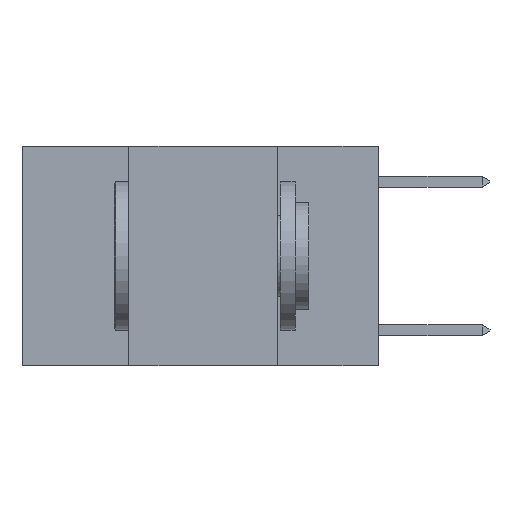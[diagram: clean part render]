
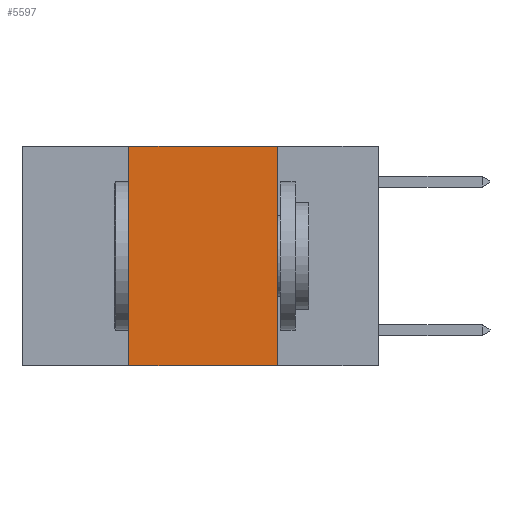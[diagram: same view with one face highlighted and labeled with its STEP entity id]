
A CAD part, left-side view. The second image highlights one B-rep face of the part: STEP entity #5597.
In plain terms, the highlighted planar face has unit normal (-1, 0, 0).
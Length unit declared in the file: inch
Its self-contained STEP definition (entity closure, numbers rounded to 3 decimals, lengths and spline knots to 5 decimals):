
#35 = CARTESIAN_POINT ( 'NONE',  ( 0., 0.6, 0. ) ) ;
#1978 = CARTESIAN_POINT ( 'NONE',  ( 0., 0.17, 0. ) ) ;
#2044 = DIRECTION ( 'NONE',  ( 0., 0., -1. ) ) ;
#2392 = DIRECTION ( 'NONE',  ( 0., 0., -1. ) ) ;
#2396 = CARTESIAN_POINT ( 'NONE',  ( 0., 0.42, 0. ) ) ;
#2401 = VERTEX_POINT ( 'NONE', #8759 ) ;
#3200 = VECTOR ( 'NONE', #15595, 39.37008 ) ;
#4813 = ORIENTED_EDGE ( 'NONE', *, *, #8059, .F. ) ;
#5530 = VERTEX_POINT ( 'NONE', #13372 ) ;
#5597 = ADVANCED_FACE ( 'NONE', ( #7140 ), #15617, .F. ) ;
#5775 = VECTOR ( 'NONE', #8489, 39.37008 ) ;
#6995 = EDGE_CURVE ( 'NONE', #7871, #2401, #14091, .T. ) ;
#7140 = FACE_OUTER_BOUND ( 'NONE', #7940, .T. ) ;
#7412 = CARTESIAN_POINT ( 'NONE',  ( 0., 0.17, -0.37 ) ) ;
#7871 = VERTEX_POINT ( 'NONE', #10211 ) ;
#7940 = EDGE_LOOP ( 'NONE', ( #9719, #16184, #4813, #13442 ) ) ;
#8059 = EDGE_CURVE ( 'NONE', #5530, #7871, #10144, .T. ) ;
#8489 = DIRECTION ( 'NONE',  ( 0., -1., 0. ) ) ;
#8759 = CARTESIAN_POINT ( 'NONE',  ( 0., 0.17, 0. ) ) ;
#9331 = EDGE_CURVE ( 'NONE', #2401, #10494, #14570, .T. ) ;
#9719 = ORIENTED_EDGE ( 'NONE', *, *, #9331, .F. ) ;
#10144 = LINE ( 'NONE', #2396, #3200 ) ;
#10211 = CARTESIAN_POINT ( 'NONE',  ( 0., 0.42, 0. ) ) ;
#10459 = LINE ( 'NONE', #16924, #16897 ) ;
#10494 = VERTEX_POINT ( 'NONE', #7412 ) ;
#10517 = DIRECTION ( 'NONE',  ( 0., -1., 0. ) ) ;
#11631 = CARTESIAN_POINT ( 'NONE',  ( 0., 0.6, 0. ) ) ;
#11862 = VECTOR ( 'NONE', #2044, 39.37008 ) ;
#12990 = AXIS2_PLACEMENT_3D ( 'NONE', #11631, #14500, #2392 ) ;
#13372 = CARTESIAN_POINT ( 'NONE',  ( 0., 0.42, -0.37 ) ) ;
#13442 = ORIENTED_EDGE ( 'NONE', *, *, #16201, .T. ) ;
#14091 = LINE ( 'NONE', #35, #5775 ) ;
#14500 = DIRECTION ( 'NONE',  ( 1., 0., 0. ) ) ;
#14570 = LINE ( 'NONE', #1978, #11862 ) ;
#15595 = DIRECTION ( 'NONE',  ( 0., 0., 1. ) ) ;
#15617 = PLANE ( 'NONE',  #12990 ) ;
#16184 = ORIENTED_EDGE ( 'NONE', *, *, #6995, .F. ) ;
#16201 = EDGE_CURVE ( 'NONE', #5530, #10494, #10459, .T. ) ;
#16897 = VECTOR ( 'NONE', #10517, 39.37008 ) ;
#16924 = CARTESIAN_POINT ( 'NONE',  ( 0., 0.6, -0.37 ) ) ;
